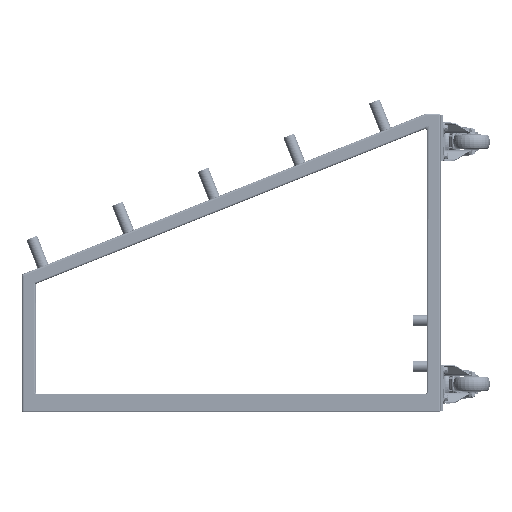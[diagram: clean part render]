
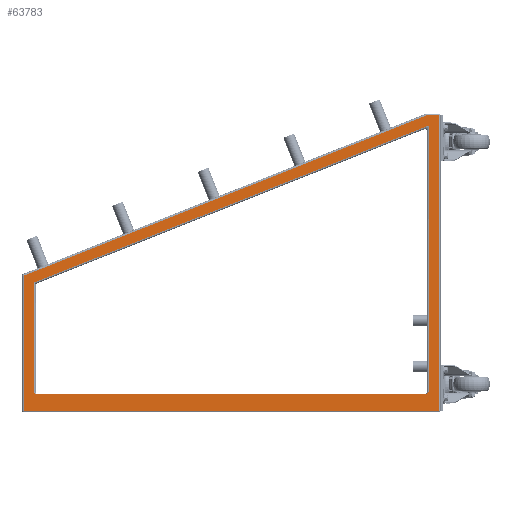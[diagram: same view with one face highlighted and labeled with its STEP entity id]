
A CAD part, left-side view. The second image highlights one B-rep face of the part: STEP entity #63783.
In plain terms, the highlighted face is planar.
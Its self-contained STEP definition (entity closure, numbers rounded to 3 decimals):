
#72 = DIRECTION ( 'NONE',  ( 0., 0., -1. ) ) ;
#444 = CARTESIAN_POINT ( 'NONE',  ( 450., 852.007, 282.884 ) ) ;
#627 = VECTOR ( 'NONE', #101821, 1000. ) ;
#967 = EDGE_CURVE ( 'NONE', #40485, #4108, #96734, .T. ) ;
#994 = EDGE_CURVE ( 'NONE', #26648, #89330, #47176, .T. ) ;
#1984 = ORIENTED_EDGE ( 'NONE', *, *, #90048, .T. ) ;
#3630 = DIRECTION ( 'NONE',  ( 0., -1., 0. ) ) ;
#4108 = VERTEX_POINT ( 'NONE', #106141 ) ;
#4940 = VERTEX_POINT ( 'NONE', #84454 ) ;
#6544 = B_SPLINE_CURVE_WITH_KNOTS ( 'NONE', 3,
 ( #87879, #79046, #17625, #96731, #44049, #105517, #52904, #444, #61743, #9238, #70605, #18012, #79422, #26793 ),
 .UNSPECIFIED., .F., .F.,
 ( 4, 2, 2, 2, 2, 2, 4 ),
 ( 0., 0.002, 0.004, 0.005, 0.006, 0.007, 0.008 ),
 .UNSPECIFIED. ) ;
#6555 = ORIENTED_EDGE ( 'NONE', *, *, #46775, .T. ) ;
#7099 = VERTEX_POINT ( 'NONE', #80987 ) ;
#8536 = CARTESIAN_POINT ( 'NONE',  ( 450., 2.928, 285. ) ) ;
#9238 = CARTESIAN_POINT ( 'NONE',  ( 450., 852.775, 282.2 ) ) ;
#11706 = CARTESIAN_POINT ( 'NONE',  ( 450., 854., 281. ) ) ;
#12506 = VECTOR ( 'NONE', #108122, 1000. ) ;
#16531 = DIRECTION ( 'NONE',  ( 0., 0., 1. ) ) ;
#17625 = CARTESIAN_POINT ( 'NONE',  ( 450., 848.435, 284.868 ) ) ;
#18012 = CARTESIAN_POINT ( 'NONE',  ( 450., 853.515, 281.485 ) ) ;
#18747 = EDGE_CURVE ( 'NONE', #67024, #84541, #56874, .T. ) ;
#19124 = ORIENTED_EDGE ( 'NONE', *, *, #34942, .T. ) ;
#19253 = CARTESIAN_POINT ( 'NONE',  ( 450., 876., 27.713 ) ) ;
#22738 = CARTESIAN_POINT ( 'NONE',  ( 450., 854., 325. ) ) ;
#23644 = AXIS2_PLACEMENT_3D ( 'NONE', #109271, #91979, #39309 ) ;
#24465 = LINE ( 'NONE', #26441, #68463 ) ;
#25722 = CARTESIAN_POINT ( 'NONE',  ( 450., -3.03, 281.97 ) ) ;
#26441 = CARTESIAN_POINT ( 'NONE',  ( 450., -26., 325. ) ) ;
#26648 = VERTEX_POINT ( 'NONE', #41333 ) ;
#26793 = CARTESIAN_POINT ( 'NONE',  ( 450., 854., 281. ) ) ;
#27174 = VECTOR ( 'NONE', #16531, 1000. ) ;
#28126 = CARTESIAN_POINT ( 'NONE',  ( 450., -26., 321. ) ) ;
#34488 = CARTESIAN_POINT ( 'NONE',  ( 450., -2.007, 282.884 ) ) ;
#34942 = EDGE_CURVE ( 'NONE', #70034, #40485, #6544, .T. ) ;
#35080 = VECTOR ( 'NONE', #42247, 1000. ) ;
#36823 = ORIENTED_EDGE ( 'NONE', *, *, #994, .T. ) ;
#37072 = VERTEX_POINT ( 'NONE', #19253 ) ;
#37719 = FACE_OUTER_BOUND ( 'NONE', #70393, .T. ) ;
#38423 = VERTEX_POINT ( 'NONE', #69626 ) ;
#39309 = DIRECTION ( 'NONE',  ( 0., 0., -1. ) ) ;
#40485 = VERTEX_POINT ( 'NONE', #11706 ) ;
#40772 = EDGE_CURVE ( 'NONE', #37072, #26648, #76387, .T. ) ;
#41216 = LINE ( 'NONE', #71471, #61837 ) ;
#41333 = CARTESIAN_POINT ( 'NONE',  ( 450., 876., 321. ) ) ;
#42247 = DIRECTION ( 'NONE',  ( 0., 0., 1. ) ) ;
#42426 = DIRECTION ( 'NONE',  ( 0., 1., 0. ) ) ;
#43022 = ORIENTED_EDGE ( 'NONE', *, *, #105149, .T. ) ;
#43359 = CARTESIAN_POINT ( 'NONE',  ( 450., -1.193, 283.518 ) ) ;
#44049 = CARTESIAN_POINT ( 'NONE',  ( 450., 850.34, 284.086 ) ) ;
#45890 = ORIENTED_EDGE ( 'NONE', *, *, #40772, .T. ) ;
#46775 = EDGE_CURVE ( 'NONE', #4108, #38423, #41216, .T. ) ;
#47176 = LINE ( 'NONE', #58042, #627 ) ;
#49218 = ORIENTED_EDGE ( 'NONE', *, *, #967, .T. ) ;
#52206 = CARTESIAN_POINT ( 'NONE',  ( 450., 0.262, 284.406 ) ) ;
#52904 = CARTESIAN_POINT ( 'NONE',  ( 450., 851.471, 283.313 ) ) ;
#55601 = ORIENTED_EDGE ( 'NONE', *, *, #98619, .T. ) ;
#56095 = CARTESIAN_POINT ( 'NONE',  ( 450., 906.569, 285. ) ) ;
#56408 = ORIENTED_EDGE ( 'NONE', *, *, #70566, .T. ) ;
#56874 = LINE ( 'NONE', #95103, #77531 ) ;
#58042 = CARTESIAN_POINT ( 'NONE',  ( 450., -30., 321. ) ) ;
#59787 = CARTESIAN_POINT ( 'NONE',  ( 450., -26., -321. ) ) ;
#61056 = CARTESIAN_POINT ( 'NONE',  ( 450., 2.235, 285. ) ) ;
#61743 = CARTESIAN_POINT ( 'NONE',  ( 450., 852.267, 282.661 ) ) ;
#61837 = VECTOR ( 'NONE', #89126, 1000. ) ;
#63783 = ADVANCED_FACE ( 'NONE', ( #87285, #37719 ), #83149, .T. ) ;
#66145 = VECTOR ( 'NONE', #3630, 1000. ) ;
#67024 = VERTEX_POINT ( 'NONE', #59787 ) ;
#67662 = EDGE_CURVE ( 'NONE', #70034, #4940, #112865, .T. ) ;
#68463 = VECTOR ( 'NONE', #72, 1000. ) ;
#68815 = B_SPLINE_CURVE_WITH_KNOTS ( 'NONE', 3,
 ( #69552, #78361, #25722, #87186, #34488, #96037, #43359, #104831, #52206, #113700, #61056, #8536 ),
 .UNSPECIFIED., .F., .F.,
 ( 4, 2, 2, 2, 2, 4 ),
 ( 0., 0.002, 0.003, 0.004, 0.006, 0.008 ),
 .UNSPECIFIED. ) ;
#69552 = CARTESIAN_POINT ( 'NONE',  ( 450., -4., 281. ) ) ;
#69626 = CARTESIAN_POINT ( 'NONE',  ( 450., -4., -298.913 ) ) ;
#70034 = VERTEX_POINT ( 'NONE', #70763 ) ;
#70393 = EDGE_LOOP ( 'NONE', ( #36823, #56408, #90028, #55601, #45890 ) ) ;
#70566 = EDGE_CURVE ( 'NONE', #89330, #67024, #24465, .T. ) ;
#70605 = CARTESIAN_POINT ( 'NONE',  ( 450., 853.024, 281.964 ) ) ;
#70763 = CARTESIAN_POINT ( 'NONE',  ( 450., 847.072, 285. ) ) ;
#71471 = CARTESIAN_POINT ( 'NONE',  ( 450., 187.947, -222.504 ) ) ;
#73208 = CARTESIAN_POINT ( 'NONE',  ( 450., 196.084, -242.944 ) ) ;
#73369 = VECTOR ( 'NONE', #84144, 1000. ) ;
#73940 = LINE ( 'NONE', #86780, #27174 ) ;
#76387 = LINE ( 'NONE', #86074, #35080 ) ;
#77531 = VECTOR ( 'NONE', #42426, 1000. ) ;
#78361 = CARTESIAN_POINT ( 'NONE',  ( 450., -3.515, 281.485 ) ) ;
#79046 = CARTESIAN_POINT ( 'NONE',  ( 450., 847.765, 285. ) ) ;
#79422 = CARTESIAN_POINT ( 'NONE',  ( 450., 853.759, 281.241 ) ) ;
#80987 = CARTESIAN_POINT ( 'NONE',  ( 450., -4., 281. ) ) ;
#83149 = PLANE ( 'NONE',  #23644 ) ;
#84144 = DIRECTION ( 'NONE',  ( 0., 0., -1. ) ) ;
#84454 = CARTESIAN_POINT ( 'NONE',  ( 450., 2.928, 285. ) ) ;
#84541 = VERTEX_POINT ( 'NONE', #89887 ) ;
#86074 = CARTESIAN_POINT ( 'NONE',  ( 450., 876., 325. ) ) ;
#86780 = CARTESIAN_POINT ( 'NONE',  ( 450., -4., 325. ) ) ;
#87186 = CARTESIAN_POINT ( 'NONE',  ( 450., -2.267, 282.661 ) ) ;
#87285 = FACE_BOUND ( 'NONE', #101970, .T. ) ;
#87879 = CARTESIAN_POINT ( 'NONE',  ( 450., 847.072, 285. ) ) ;
#89126 = DIRECTION ( 'NONE',  ( 0., -0.929, -0.37 ) ) ;
#89330 = VERTEX_POINT ( 'NONE', #28126 ) ;
#89887 = CARTESIAN_POINT ( 'NONE',  ( 450., 0., -321. ) ) ;
#90028 = ORIENTED_EDGE ( 'NONE', *, *, #18747, .T. ) ;
#90048 = EDGE_CURVE ( 'NONE', #7099, #4940, #68815, .T. ) ;
#91979 = DIRECTION ( 'NONE',  ( 1., 0., 0. ) ) ;
#95103 = CARTESIAN_POINT ( 'NONE',  ( 450., -30., -321. ) ) ;
#96037 = CARTESIAN_POINT ( 'NONE',  ( 450., -1.471, 283.313 ) ) ;
#96731 = CARTESIAN_POINT ( 'NONE',  ( 450., 849.738, 284.406 ) ) ;
#96734 = LINE ( 'NONE', #22738, #73369 ) ;
#98619 = EDGE_CURVE ( 'NONE', #84541, #37072, #105856, .T. ) ;
#101821 = DIRECTION ( 'NONE',  ( 0., -1., 0. ) ) ;
#101970 = EDGE_LOOP ( 'NONE', ( #43022, #1984, #113213, #19124, #49218, #6555 ) ) ;
#104831 = CARTESIAN_POINT ( 'NONE',  ( 450., -0.34, 284.086 ) ) ;
#105149 = EDGE_CURVE ( 'NONE', #38423, #7099, #73940, .T. ) ;
#105517 = CARTESIAN_POINT ( 'NONE',  ( 450., 851.194, 283.518 ) ) ;
#105856 = LINE ( 'NONE', #73208, #12506 ) ;
#106141 = CARTESIAN_POINT ( 'NONE',  ( 450., 854., 42.634 ) ) ;
#108122 = DIRECTION ( 'NONE',  ( 0., 0.929, 0.37 ) ) ;
#109271 = CARTESIAN_POINT ( 'NONE',  ( 450., -30., 325. ) ) ;
#112865 = LINE ( 'NONE', #56095, #66145 ) ;
#113213 = ORIENTED_EDGE ( 'NONE', *, *, #67662, .F. ) ;
#113700 = CARTESIAN_POINT ( 'NONE',  ( 450., 1.565, 284.868 ) ) ;
